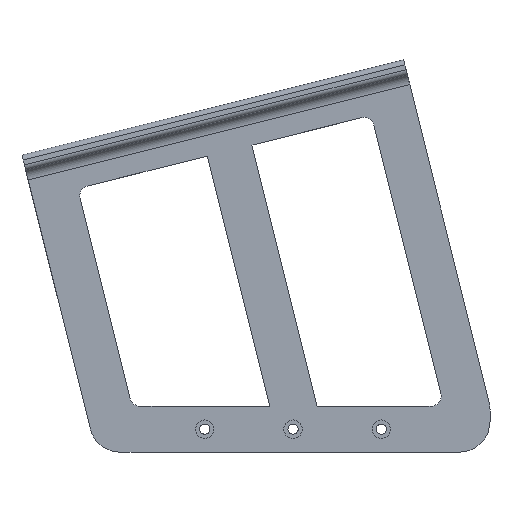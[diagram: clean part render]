
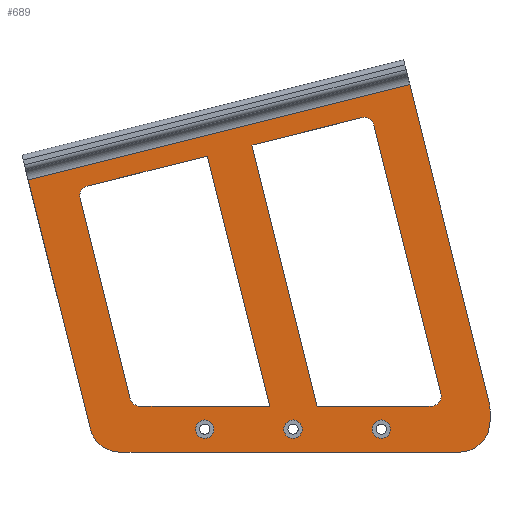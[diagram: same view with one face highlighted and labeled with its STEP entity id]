
A CAD part, top view. The second image highlights one B-rep face of the part: STEP entity #689.
In plain terms, the highlighted planar face has unit normal (0, 0, 1).
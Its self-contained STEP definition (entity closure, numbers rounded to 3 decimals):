
#18=FACE_BOUND('',#147,.T.);
#19=FACE_BOUND('',#148,.T.);
#20=FACE_BOUND('',#149,.T.);
#21=FACE_BOUND('',#150,.T.);
#22=FACE_BOUND('',#151,.T.);
#28=CIRCLE('',#720,9.);
#31=CIRCLE('',#725,9.);
#34=CIRCLE('',#730,9.);
#44=CIRCLE('',#747,10.);
#46=CIRCLE('',#751,10.);
#48=CIRCLE('',#754,10.);
#50=CIRCLE('',#757,10.);
#53=CIRCLE('',#764,30.);
#55=CIRCLE('',#768,30.);
#56=CIRCLE('',#769,30.);
#106=FACE_OUTER_BOUND('',#146,.T.);
#146=EDGE_LOOP('',(#558,#559,#560,#561,#562,#563,#564,#565));
#147=EDGE_LOOP('',(#566,#567,#568,#569,#570,#571));
#148=EDGE_LOOP('',(#572));
#149=EDGE_LOOP('',(#573));
#150=EDGE_LOOP('',(#574));
#151=EDGE_LOOP('',(#575,#576,#577,#578,#579,#580));
#166=LINE('',#994,#228);
#170=LINE('',#1003,#232);
#174=LINE('',#1011,#236);
#179=LINE('',#1020,#241);
#182=LINE('',#1026,#244);
#183=LINE('',#1029,#245);
#198=LINE('',#1089,#260);
#206=LINE('',#1112,#268);
#209=LINE('',#1129,#271);
#212=LINE('',#1138,#274);
#215=LINE('',#1150,#277);
#218=LINE('',#1158,#280);
#219=LINE('',#1160,#281);
#228=VECTOR('',#788,10.);
#232=VECTOR('',#794,10.);
#236=VECTOR('',#800,10.);
#241=VECTOR('',#807,10.);
#244=VECTOR('',#812,10.);
#245=VECTOR('',#815,10.);
#260=VECTOR('',#874,10.);
#268=VECTOR('',#898,10.);
#271=VECTOR('',#921,10.);
#274=VECTOR('',#932,10.);
#277=VECTOR('',#943,10.);
#280=VECTOR('',#950,10.);
#281=VECTOR('',#953,10.);
#290=VERTEX_POINT('',#992);
#291=VERTEX_POINT('',#993);
#294=VERTEX_POINT('',#1001);
#295=VERTEX_POINT('',#1002);
#298=VERTEX_POINT('',#1010);
#301=VERTEX_POINT('',#1018);
#303=VERTEX_POINT('',#1024);
#304=VERTEX_POINT('',#1028);
#306=VERTEX_POINT('',#1034);
#309=VERTEX_POINT('',#1043);
#312=VERTEX_POINT('',#1052);
#326=VERTEX_POINT('',#1086);
#327=VERTEX_POINT('',#1088);
#332=VERTEX_POINT('',#1104);
#334=VERTEX_POINT('',#1110);
#336=VERTEX_POINT('',#1116);
#338=VERTEX_POINT('',#1125);
#340=VERTEX_POINT('',#1136);
#341=VERTEX_POINT('',#1140);
#342=VERTEX_POINT('',#1141);
#345=VERTEX_POINT('',#1149);
#347=VERTEX_POINT('',#1155);
#348=VERTEX_POINT('',#1157);
#354=EDGE_CURVE('',#290,#291,#166,.T.);
#358=EDGE_CURVE('',#294,#295,#170,.T.);
#362=EDGE_CURVE('',#298,#290,#174,.T.);
#367=EDGE_CURVE('',#295,#301,#179,.T.);
#370=EDGE_CURVE('',#291,#303,#182,.T.);
#371=EDGE_CURVE('',#304,#294,#183,.T.);
#374=EDGE_CURVE('',#306,#306,#28,.T.);
#378=EDGE_CURVE('',#309,#309,#31,.T.);
#382=EDGE_CURVE('',#312,#312,#34,.T.);
#399=EDGE_CURVE('',#327,#326,#198,.T.);
#408=EDGE_CURVE('',#332,#303,#44,.T.);
#411=EDGE_CURVE('',#332,#334,#206,.T.);
#413=EDGE_CURVE('',#304,#336,#46,.T.);
#416=EDGE_CURVE('',#298,#334,#48,.T.);
#419=EDGE_CURVE('',#338,#301,#50,.T.);
#420=EDGE_CURVE('',#338,#336,#209,.T.);
#425=EDGE_CURVE('',#327,#340,#212,.T.);
#426=EDGE_CURVE('',#341,#342,#53,.T.);
#430=EDGE_CURVE('',#345,#342,#215,.T.);
#433=EDGE_CURVE('',#347,#326,#55,.T.);
#434=EDGE_CURVE('',#347,#348,#218,.T.);
#435=EDGE_CURVE('',#345,#348,#56,.T.);
#436=EDGE_CURVE('',#341,#340,#219,.T.);
#558=ORIENTED_EDGE('',*,*,#425,.F.);
#559=ORIENTED_EDGE('',*,*,#399,.T.);
#560=ORIENTED_EDGE('',*,*,#433,.F.);
#561=ORIENTED_EDGE('',*,*,#434,.T.);
#562=ORIENTED_EDGE('',*,*,#435,.F.);
#563=ORIENTED_EDGE('',*,*,#430,.T.);
#564=ORIENTED_EDGE('',*,*,#426,.F.);
#565=ORIENTED_EDGE('',*,*,#436,.T.);
#566=ORIENTED_EDGE('',*,*,#367,.T.);
#567=ORIENTED_EDGE('',*,*,#419,.F.);
#568=ORIENTED_EDGE('',*,*,#420,.T.);
#569=ORIENTED_EDGE('',*,*,#413,.F.);
#570=ORIENTED_EDGE('',*,*,#371,.T.);
#571=ORIENTED_EDGE('',*,*,#358,.T.);
#572=ORIENTED_EDGE('',*,*,#374,.T.);
#573=ORIENTED_EDGE('',*,*,#378,.T.);
#574=ORIENTED_EDGE('',*,*,#382,.T.);
#575=ORIENTED_EDGE('',*,*,#354,.T.);
#576=ORIENTED_EDGE('',*,*,#370,.T.);
#577=ORIENTED_EDGE('',*,*,#408,.F.);
#578=ORIENTED_EDGE('',*,*,#411,.T.);
#579=ORIENTED_EDGE('',*,*,#416,.F.);
#580=ORIENTED_EDGE('',*,*,#362,.T.);
#657=PLANE('',#767);
#689=ADVANCED_FACE('',(#106,#18,#19,#20,#21,#22),#657,.T.);
#720=AXIS2_PLACEMENT_3D('',#1035,#820,#821);
#725=AXIS2_PLACEMENT_3D('',#1044,#831,#832);
#730=AXIS2_PLACEMENT_3D('',#1053,#842,#843);
#747=AXIS2_PLACEMENT_3D('',#1106,#892,#893);
#751=AXIS2_PLACEMENT_3D('',#1117,#903,#904);
#754=AXIS2_PLACEMENT_3D('',#1121,#910,#911);
#757=AXIS2_PLACEMENT_3D('',#1127,#917,#918);
#764=AXIS2_PLACEMENT_3D('',#1142,#935,#936);
#767=AXIS2_PLACEMENT_3D('',#1154,#946,#947);
#768=AXIS2_PLACEMENT_3D('',#1156,#948,#949);
#769=AXIS2_PLACEMENT_3D('',#1159,#951,#952);
#788=DIRECTION('',(0.242,-0.97,0.));
#794=DIRECTION('',(-0.242,0.97,0.));
#800=DIRECTION('',(0.97,0.242,0.));
#807=DIRECTION('',(0.97,0.242,0.));
#812=DIRECTION('',(-1.,0.,0.));
#815=DIRECTION('',(-1.,0.,0.));
#820=DIRECTION('center_axis',(0.,0.,-1.));
#821=DIRECTION('ref_axis',(1.,0.,0.));
#831=DIRECTION('center_axis',(0.,0.,-1.));
#832=DIRECTION('ref_axis',(1.,0.,0.));
#842=DIRECTION('center_axis',(0.,0.,-1.));
#843=DIRECTION('ref_axis',(1.,0.,0.));
#874=DIRECTION('',(0.242,-0.97,0.));
#892=DIRECTION('center_axis',(0.,0.,1.));
#893=DIRECTION('ref_axis',(-0.616,-0.788,0.));
#898=DIRECTION('',(-0.242,0.97,0.));
#903=DIRECTION('center_axis',(0.,0.,1.));
#904=DIRECTION('ref_axis',(0.788,-0.616,0.));
#910=DIRECTION('center_axis',(0.,0.,1.));
#911=DIRECTION('ref_axis',(-0.857,0.515,0.));
#917=DIRECTION('center_axis',(0.,0.,1.));
#918=DIRECTION('ref_axis',(0.515,0.857,0.));
#921=DIRECTION('',(0.242,-0.97,0.));
#932=DIRECTION('',(0.97,0.242,0.));
#935=DIRECTION('center_axis',(0.,0.,-1.));
#936=DIRECTION('ref_axis',(0.993,0.122,0.));
#943=DIRECTION('',(0.,1.,0.));
#946=DIRECTION('center_axis',(0.,0.,1.));
#947=DIRECTION('ref_axis',(1.,0.,0.));
#948=DIRECTION('center_axis',(0.,0.,-1.));
#949=DIRECTION('ref_axis',(-0.616,-0.788,0.));
#950=DIRECTION('',(1.,0.,0.));
#951=DIRECTION('center_axis',(0.,0.,-1.));
#952=DIRECTION('ref_axis',(0.707,-0.707,0.));
#953=DIRECTION('',(-0.242,0.97,0.));
#992=CARTESIAN_POINT('',(109.126,290.015,15.));
#993=CARTESIAN_POINT('',(170.215,45.,15.));
#994=CARTESIAN_POINT('',(109.126,290.015,15.));
#1001=CARTESIAN_POINT('',(216.593,45.,15.));
#1002=CARTESIAN_POINT('',(152.79,300.901,15.));
#1003=CARTESIAN_POINT('',(216.593,45.,15.));
#1010=CARTESIAN_POINT('',(-8.324,260.731,15.));
#1011=CARTESIAN_POINT('',(-18.027,258.312,15.));
#1018=CARTESIAN_POINT('',(260.213,327.685,15.));
#1020=CARTESIAN_POINT('',(-18.027,258.312,15.));
#1024=CARTESIAN_POINT('',(42.971,45.,15.));
#1026=CARTESIAN_POINT('',(341.,45.,15.));
#1028=CARTESIAN_POINT('',(328.201,45.,15.));
#1029=CARTESIAN_POINT('',(341.,45.,15.));
#1034=CARTESIAN_POINT('',(270.5,22.5,15.));
#1035=CARTESIAN_POINT('Origin',(279.5,22.5,15.));
#1043=CARTESIAN_POINT('',(184.,22.5,15.));
#1044=CARTESIAN_POINT('Origin',(193.,22.5,15.));
#1052=CARTESIAN_POINT('',(97.5,22.5,15.));
#1053=CARTESIAN_POINT('Origin',(106.5,22.5,15.));
#1086=CARTESIAN_POINT('',(-5.67,22.742,15.));
#1088=CARTESIAN_POINT('',(-66.529,266.831,15.));
#1089=CARTESIAN_POINT('',(-72.577,291.089,15.));
#1104=CARTESIAN_POINT('',(33.268,52.581,15.));
#1106=CARTESIAN_POINT('Origin',(42.971,55.,15.));
#1110=CARTESIAN_POINT('',(-15.608,248.609,15.));
#1112=CARTESIAN_POINT('',(35.158,45.,15.));
#1116=CARTESIAN_POINT('',(337.904,57.419,15.));
#1117=CARTESIAN_POINT('Origin',(328.201,55.,15.));
#1121=CARTESIAN_POINT('Origin',(-5.905,251.028,15.));
#1125=CARTESIAN_POINT('',(272.335,320.401,15.));
#1127=CARTESIAN_POINT('Origin',(262.632,317.982,15.));
#1129=CARTESIAN_POINT('',(269.916,330.104,15.));
#1136=CARTESIAN_POINT('',(307.443,360.073,15.));
#1138=CARTESIAN_POINT('',(29.795,290.848,15.));
#1140=CARTESIAN_POINT('',(385.109,48.574,15.));
#1141=CARTESIAN_POINT('',(386.,41.316,15.));
#1142=CARTESIAN_POINT('Origin',(356.,41.316,15.));
#1149=CARTESIAN_POINT('',(386.,30.,15.));
#1150=CARTESIAN_POINT('',(386.,0.,15.));
#1154=CARTESIAN_POINT('Origin',(156.712,192.165,15.));
#1155=CARTESIAN_POINT('',(23.439,0.,15.));
#1156=CARTESIAN_POINT('Origin',(23.439,30.,15.));
#1157=CARTESIAN_POINT('',(356.,0.,15.));
#1158=CARTESIAN_POINT('',(0.,0.,15.));
#1159=CARTESIAN_POINT('Origin',(356.,30.,15.));
#1160=CARTESIAN_POINT('',(386.,45.,15.));
